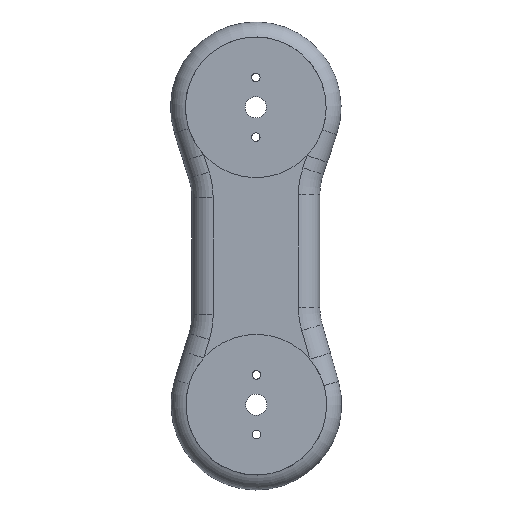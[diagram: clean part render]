
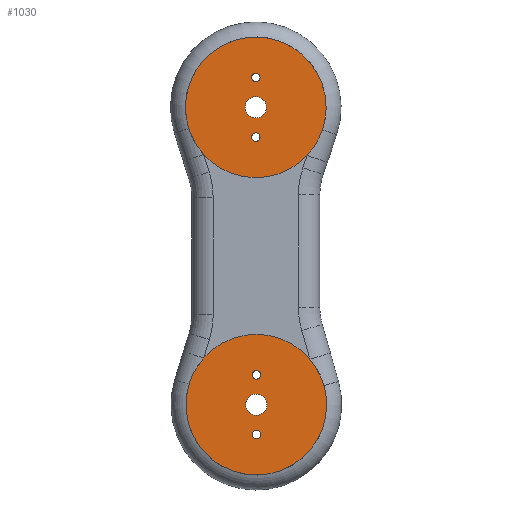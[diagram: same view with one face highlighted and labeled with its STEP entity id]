
A CAD part, left-side view. The second image highlights one B-rep face of the part: STEP entity #1030.
In plain terms, the highlighted planar face has unit normal (-1, 0, 0).
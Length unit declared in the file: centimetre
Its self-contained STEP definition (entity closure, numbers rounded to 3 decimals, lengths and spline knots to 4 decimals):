
#27=FACE_BOUND('',#145,.T.);
#28=FACE_BOUND('',#146,.T.);
#29=FACE_BOUND('',#147,.T.);
#30=FACE_BOUND('',#148,.T.);
#31=FACE_BOUND('',#149,.T.);
#32=FACE_BOUND('',#150,.T.);
#82=FACE_OUTER_BOUND('',#144,.T.);
#144=EDGE_LOOP('',(#729,#730,#731,#732,#733,#734,#735,#736,#737,#738,#739,
#740,#741,#742));
#145=EDGE_LOOP('',(#743));
#146=EDGE_LOOP('',(#744));
#147=EDGE_LOOP('',(#745));
#148=EDGE_LOOP('',(#746));
#149=EDGE_LOOP('',(#747));
#150=EDGE_LOOP('',(#748));
#219=CIRCLE('',#1110,2.);
#222=CIRCLE('',#1115,1.65);
#223=CIRCLE('',#1116,1.65);
#225=CIRCLE('',#1119,2.);
#226=CIRCLE('',#1120,1.65);
#227=CIRCLE('',#1121,1.65);
#228=CIRCLE('',#1122,2.);
#229=CIRCLE('',#1123,2.);
#230=CIRCLE('',#1124,0.25);
#231=CIRCLE('',#1125,0.1);
#232=CIRCLE('',#1126,0.1);
#233=CIRCLE('',#1127,0.1);
#234=CIRCLE('',#1128,0.25);
#235=CIRCLE('',#1129,0.1);
#302=LINE('',#1637,#374);
#306=LINE('',#1646,#378);
#309=LINE('',#1682,#381);
#310=LINE('',#1688,#382);
#311=LINE('',#1692,#383);
#312=LINE('',#1695,#384);
#374=VECTOR('',#1270,1.);
#378=VECTOR('',#1280,1.);
#381=VECTOR('',#1299,1.);
#382=VECTOR('',#1304,1.);
#383=VECTOR('',#1307,1.);
#384=VECTOR('',#1310,1.);
#451=VERTEX_POINT('',#1634);
#452=VERTEX_POINT('',#1636);
#453=VERTEX_POINT('',#1640);
#454=VERTEX_POINT('',#1644);
#459=VERTEX_POINT('',#1662);
#460=VERTEX_POINT('',#1664);
#462=VERTEX_POINT('',#1679);
#463=VERTEX_POINT('',#1681);
#464=VERTEX_POINT('',#1683);
#465=VERTEX_POINT('',#1685);
#466=VERTEX_POINT('',#1687);
#467=VERTEX_POINT('',#1689);
#468=VERTEX_POINT('',#1691);
#469=VERTEX_POINT('',#1693);
#470=VERTEX_POINT('',#1696);
#471=VERTEX_POINT('',#1698);
#472=VERTEX_POINT('',#1700);
#473=VERTEX_POINT('',#1702);
#474=VERTEX_POINT('',#1704);
#475=VERTEX_POINT('',#1706);
#548=EDGE_CURVE('',#451,#452,#302,.T.);
#551=EDGE_CURVE('',#453,#451,#219,.T.);
#553=EDGE_CURVE('',#454,#453,#306,.T.);
#558=EDGE_CURVE('',#459,#460,#222,.T.);
#560=EDGE_CURVE('',#452,#459,#223,.T.);
#563=EDGE_CURVE('',#462,#454,#225,.T.);
#564=EDGE_CURVE('',#463,#462,#309,.T.);
#565=EDGE_CURVE('',#464,#463,#226,.T.);
#566=EDGE_CURVE('',#465,#464,#227,.T.);
#567=EDGE_CURVE('',#466,#465,#310,.T.);
#568=EDGE_CURVE('',#467,#466,#228,.T.);
#569=EDGE_CURVE('',#468,#467,#311,.T.);
#570=EDGE_CURVE('',#469,#468,#229,.T.);
#571=EDGE_CURVE('',#460,#469,#312,.T.);
#572=EDGE_CURVE('',#470,#470,#230,.T.);
#573=EDGE_CURVE('',#471,#471,#231,.T.);
#574=EDGE_CURVE('',#472,#472,#232,.T.);
#575=EDGE_CURVE('',#473,#473,#233,.T.);
#576=EDGE_CURVE('',#474,#474,#234,.T.);
#577=EDGE_CURVE('',#475,#475,#235,.T.);
#729=ORIENTED_EDGE('',*,*,#560,.F.);
#730=ORIENTED_EDGE('',*,*,#548,.F.);
#731=ORIENTED_EDGE('',*,*,#551,.F.);
#732=ORIENTED_EDGE('',*,*,#553,.F.);
#733=ORIENTED_EDGE('',*,*,#563,.F.);
#734=ORIENTED_EDGE('',*,*,#564,.F.);
#735=ORIENTED_EDGE('',*,*,#565,.F.);
#736=ORIENTED_EDGE('',*,*,#566,.F.);
#737=ORIENTED_EDGE('',*,*,#567,.F.);
#738=ORIENTED_EDGE('',*,*,#568,.F.);
#739=ORIENTED_EDGE('',*,*,#569,.F.);
#740=ORIENTED_EDGE('',*,*,#570,.F.);
#741=ORIENTED_EDGE('',*,*,#571,.F.);
#742=ORIENTED_EDGE('',*,*,#558,.F.);
#743=ORIENTED_EDGE('',*,*,#572,.F.);
#744=ORIENTED_EDGE('',*,*,#573,.F.);
#745=ORIENTED_EDGE('',*,*,#574,.F.);
#746=ORIENTED_EDGE('',*,*,#575,.F.);
#747=ORIENTED_EDGE('',*,*,#576,.F.);
#748=ORIENTED_EDGE('',*,*,#577,.F.);
#1012=PLANE('',#1118);
#1030=ADVANCED_FACE('',(#82,#27,#28,#29,#30,#31,#32),#1012,.F.);
#1110=AXIS2_PLACEMENT_3D('',#1642,#1275,#1276);
#1115=AXIS2_PLACEMENT_3D('',#1665,#1288,#1289);
#1116=AXIS2_PLACEMENT_3D('',#1667,#1291,#1292);
#1118=AXIS2_PLACEMENT_3D('',#1678,#1295,#1296);
#1119=AXIS2_PLACEMENT_3D('',#1680,#1297,#1298);
#1120=AXIS2_PLACEMENT_3D('',#1684,#1300,#1301);
#1121=AXIS2_PLACEMENT_3D('',#1686,#1302,#1303);
#1122=AXIS2_PLACEMENT_3D('',#1690,#1305,#1306);
#1123=AXIS2_PLACEMENT_3D('',#1694,#1308,#1309);
#1124=AXIS2_PLACEMENT_3D('',#1697,#1311,#1312);
#1125=AXIS2_PLACEMENT_3D('',#1699,#1313,#1314);
#1126=AXIS2_PLACEMENT_3D('',#1701,#1315,#1316);
#1127=AXIS2_PLACEMENT_3D('',#1703,#1317,#1318);
#1128=AXIS2_PLACEMENT_3D('',#1705,#1319,#1320);
#1129=AXIS2_PLACEMENT_3D('',#1707,#1321,#1322);
#1270=DIRECTION('',(0.,0.302,0.953));
#1275=DIRECTION('center_axis',(-1.,0.,0.));
#1276=DIRECTION('ref_axis',(0.,-0.988,0.153));
#1280=DIRECTION('',(0.,0.,1.));
#1288=DIRECTION('center_axis',(1.,0.,0.));
#1289=DIRECTION('ref_axis',(0.,1.,0.));
#1291=DIRECTION('center_axis',(1.,0.,0.));
#1292=DIRECTION('ref_axis',(0.,1.,0.));
#1295=DIRECTION('center_axis',(1.,0.,0.));
#1296=DIRECTION('ref_axis',(0.,1.,0.));
#1297=DIRECTION('center_axis',(-1.,0.,0.));
#1298=DIRECTION('ref_axis',(0.,-0.989,-0.149));
#1299=DIRECTION('',(0.,-0.294,0.956));
#1300=DIRECTION('center_axis',(1.,0.,0.));
#1301=DIRECTION('ref_axis',(0.,1.,0.));
#1302=DIRECTION('center_axis',(1.,0.,0.));
#1303=DIRECTION('ref_axis',(0.,1.,0.));
#1304=DIRECTION('',(0.,-0.273,-0.962));
#1305=DIRECTION('center_axis',(-1.,0.,0.));
#1306=DIRECTION('ref_axis',(0.,0.99,-0.138));
#1307=DIRECTION('',(0.,0.,-1.));
#1308=DIRECTION('center_axis',(-1.,0.,0.));
#1309=DIRECTION('ref_axis',(0.,0.987,0.162));
#1310=DIRECTION('',(0.,0.32,-0.948));
#1311=DIRECTION('center_axis',(-1.,0.,0.));
#1312=DIRECTION('ref_axis',(0.,1.,0.));
#1313=DIRECTION('center_axis',(-1.,0.,0.));
#1314=DIRECTION('ref_axis',(0.,1.,0.));
#1315=DIRECTION('center_axis',(-1.,0.,0.));
#1316=DIRECTION('ref_axis',(0.,1.,0.));
#1317=DIRECTION('center_axis',(-1.,0.,0.));
#1318=DIRECTION('ref_axis',(0.,1.,0.));
#1319=DIRECTION('center_axis',(-1.,0.,0.));
#1320=DIRECTION('ref_axis',(0.,1.,0.));
#1321=DIRECTION('center_axis',(-1.,0.,0.));
#1322=DIRECTION('ref_axis',(0.,1.,0.));
#1634=CARTESIAN_POINT('',(0.8,7.1126,6.984));
#1636=CARTESIAN_POINT('',(0.8,7.2415,7.3905));
#1637=CARTESIAN_POINT('',(0.8,6.7783,5.9299));
#1640=CARTESIAN_POINT('',(0.8,7.019,6.3794));
#1642=CARTESIAN_POINT('Origin',(0.8,9.019,6.3794));
#1644=CARTESIAN_POINT('',(0.8,7.019,3.6393));
#1646=CARTESIAN_POINT('',(0.8,7.019,4.3259));
#1662=CARTESIAN_POINT('',(0.8,4.3695,8.4991));
#1664=CARTESIAN_POINT('',(0.8,4.8179,7.3684));
#1665=CARTESIAN_POINT('Origin',(0.8,6.0195,8.4991));
#1667=CARTESIAN_POINT('Origin',(0.8,6.0195,8.4991));
#1678=CARTESIAN_POINT('Origin',(0.8,6.0195,8.4991));
#1679=CARTESIAN_POINT('',(0.8,7.1074,3.0515));
#1680=CARTESIAN_POINT('Origin',(0.8,9.019,3.6393));
#1681=CARTESIAN_POINT('',(0.8,7.239,2.6235));
#1682=CARTESIAN_POINT('',(0.8,6.9515,3.5584));
#1683=CARTESIAN_POINT('',(0.8,4.3573,1.5256));
#1684=CARTESIAN_POINT('Origin',(0.8,6.0073,1.5256));
#1685=CARTESIAN_POINT('',(0.8,4.752,2.5966));
#1686=CARTESIAN_POINT('Origin',(0.8,6.0073,1.5256));
#1687=CARTESIAN_POINT('',(0.8,4.943,3.269));
#1688=CARTESIAN_POINT('',(0.8,5.2119,4.2163));
#1689=CARTESIAN_POINT('',(0.8,5.019,3.8152));
#1690=CARTESIAN_POINT('Origin',(0.8,3.019,3.8152));
#1691=CARTESIAN_POINT('',(0.8,5.019,6.4438));
#1692=CARTESIAN_POINT('',(0.8,5.019,5.7281));
#1693=CARTESIAN_POINT('',(0.8,4.9141,7.0831));
#1694=CARTESIAN_POINT('Origin',(0.8,3.019,6.4438));
#1695=CARTESIAN_POINT('',(0.8,5.1258,6.4553));
#1696=CARTESIAN_POINT('',(0.8,5.7573,1.5256));
#1697=CARTESIAN_POINT('Origin',(0.8,6.0073,1.5256));
#1698=CARTESIAN_POINT('',(0.8,5.9073,2.2256));
#1699=CARTESIAN_POINT('Origin',(0.8,6.0073,2.2256));
#1700=CARTESIAN_POINT('',(0.8,5.9073,0.8256));
#1701=CARTESIAN_POINT('Origin',(0.8,6.0073,0.8256));
#1702=CARTESIAN_POINT('',(0.8,5.9195,7.7991));
#1703=CARTESIAN_POINT('Origin',(0.8,6.0195,7.7991));
#1704=CARTESIAN_POINT('',(0.8,5.7695,8.4991));
#1705=CARTESIAN_POINT('Origin',(0.8,6.0195,8.4991));
#1706=CARTESIAN_POINT('',(0.8,5.9195,9.1991));
#1707=CARTESIAN_POINT('Origin',(0.8,6.0195,9.1991));
